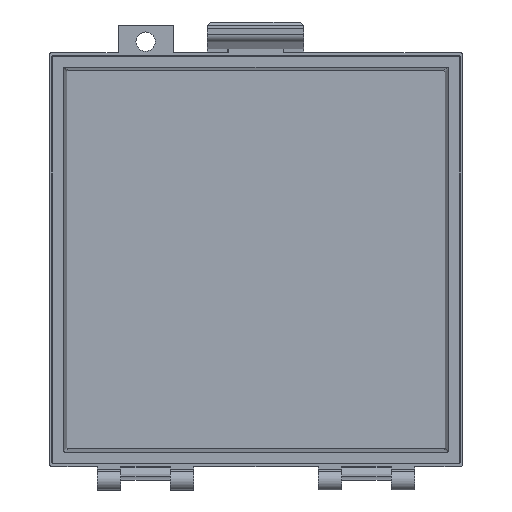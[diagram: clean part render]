
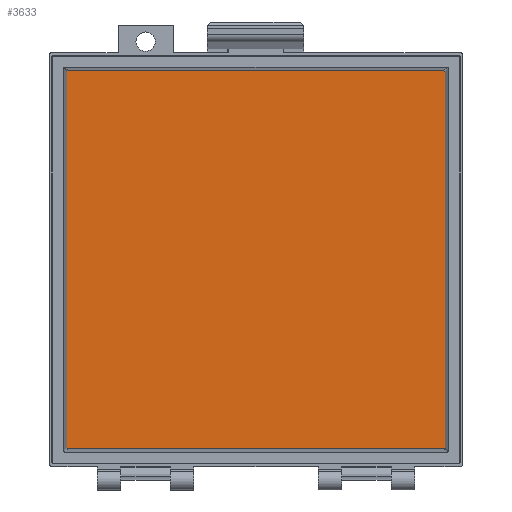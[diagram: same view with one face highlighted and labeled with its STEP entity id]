
A CAD part, front view. The second image highlights one B-rep face of the part: STEP entity #3633.
In plain terms, the highlighted planar face has unit normal (0, -1, 0).
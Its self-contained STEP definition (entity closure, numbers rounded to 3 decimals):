
#147 = VERTEX_POINT ( 'NONE', #4978 ) ;
#219 = DIRECTION ( 'NONE',  ( -1., 0., 0. ) ) ;
#325 = ORIENTED_EDGE ( 'NONE', *, *, #3963, .T. ) ;
#380 = ORIENTED_EDGE ( 'NONE', *, *, #4940, .T. ) ;
#449 = VECTOR ( 'NONE', #219, 1000. ) ;
#564 =( BOUNDED_CURVE ( )  B_SPLINE_CURVE ( 3, ( #1029, #1548, #2573, #6221 ),
 .UNSPECIFIED., .F., .F. ) 
 B_SPLINE_CURVE_WITH_KNOTS ( ( 4, 4 ),
 ( 2.358, 3.926 ),
 .UNSPECIFIED. ) 
 CURVE ( )  GEOMETRIC_REPRESENTATION_ITEM ( )  RATIONAL_B_SPLINE_CURVE ( ( 1., 0.805, 0.805, 1. ) ) 
 REPRESENTATION_ITEM ( '' )  );
#668 = ORIENTED_EDGE ( 'NONE', *, *, #980, .T. ) ;
#678 = EDGE_CURVE ( 'NONE', #5858, #5363, #1013, .T. ) ;
#746 = CARTESIAN_POINT ( 'NONE',  ( 68.07, 27.3, 68.569 ) ) ;
#967 = CARTESIAN_POINT ( 'NONE',  ( -69.769, 27.3, -68.569 ) ) ;
#980 = EDGE_CURVE ( 'NONE', #6133, #3239, #1424, .T. ) ;
#1013 =( BOUNDED_CURVE ( )  B_SPLINE_CURVE ( 3, ( #2800, #4898, #1883, #3909 ),
 .UNSPECIFIED., .F., .F. ) 
 B_SPLINE_CURVE_WITH_KNOTS ( ( 4, 4 ),
 ( 2.358, 3.926 ),
 .UNSPECIFIED. ) 
 CURVE ( )  GEOMETRIC_REPRESENTATION_ITEM ( )  RATIONAL_B_SPLINE_CURVE ( ( 1., 0.805, 0.805, 1. ) ) 
 REPRESENTATION_ITEM ( '' )  );
#1029 = CARTESIAN_POINT ( 'NONE',  ( -68.07, 27.3, 68.569 ) ) ;
#1080 = LINE ( 'NONE', #4380, #6341 ) ;
#1280 = EDGE_CURVE ( 'NONE', #5363, #6133, #3039, .T. ) ;
#1406 = PLANE ( 'NONE',  #6194 ) ;
#1424 =( BOUNDED_CURVE ( )  B_SPLINE_CURVE ( 3, ( #2767, #4092, #5150, #6387 ),
 .UNSPECIFIED., .F., .F. ) 
 B_SPLINE_CURVE_WITH_KNOTS ( ( 4, 4 ),
 ( 2.358, 3.926 ),
 .UNSPECIFIED. ) 
 CURVE ( )  GEOMETRIC_REPRESENTATION_ITEM ( )  RATIONAL_B_SPLINE_CURVE ( ( 1., 0.805, 0.805, 1. ) ) 
 REPRESENTATION_ITEM ( '' )  );
#1425 = CARTESIAN_POINT ( 'NONE',  ( -75., 27.3, 75. ) ) ;
#1503 = DIRECTION ( 'NONE',  ( 1., 0., 0. ) ) ;
#1548 = CARTESIAN_POINT ( 'NONE',  ( -68.363, 27.3, 68.569 ) ) ;
#1569 = CARTESIAN_POINT ( 'NONE',  ( -68.569, 27.3, -68.07 ) ) ;
#1883 = CARTESIAN_POINT ( 'NONE',  ( -68.363, 27.3, -68.569 ) ) ;
#2046 = DIRECTION ( 'NONE',  ( 0., 0., 1. ) ) ;
#2056 = CARTESIAN_POINT ( 'NONE',  ( 68.569, 27.3, 68.07 ) ) ;
#2238 = CARTESIAN_POINT ( 'NONE',  ( 68.569, 27.3, 68.363 ) ) ;
#2270 = CARTESIAN_POINT ( 'NONE',  ( -68.569, 27.3, 68.07 ) ) ;
#2456 = ORIENTED_EDGE ( 'NONE', *, *, #4557, .T. ) ;
#2573 = CARTESIAN_POINT ( 'NONE',  ( -68.569, 27.3, 68.363 ) ) ;
#2629 = CARTESIAN_POINT ( 'NONE',  ( 68.569, 27.3, 68.07 ) ) ;
#2631 = VERTEX_POINT ( 'NONE', #2270 ) ;
#2687 = CARTESIAN_POINT ( 'NONE',  ( -68.07, 27.3, -68.569 ) ) ;
#2767 = CARTESIAN_POINT ( 'NONE',  ( 68.07, 27.3, -68.569 ) ) ;
#2800 = CARTESIAN_POINT ( 'NONE',  ( -68.569, 27.3, -68.07 ) ) ;
#2915 = ORIENTED_EDGE ( 'NONE', *, *, #4412, .T. ) ;
#3039 = LINE ( 'NONE', #967, #4843 ) ;
#3062 = EDGE_CURVE ( 'NONE', #3239, #3800, #5623, .T. ) ;
#3160 = CARTESIAN_POINT ( 'NONE',  ( 68.07, 27.3, -68.569 ) ) ;
#3239 = VERTEX_POINT ( 'NONE', #3805 ) ;
#3394 = ORIENTED_EDGE ( 'NONE', *, *, #1280, .T. ) ;
#3633 = ADVANCED_FACE ( 'NONE', ( #3733 ), #1406, .F. ) ;
#3733 = FACE_OUTER_BOUND ( 'NONE', #5945, .T. ) ;
#3760 = DIRECTION ( 'NONE',  ( 0., 0., -1. ) ) ;
#3800 = VERTEX_POINT ( 'NONE', #2056 ) ;
#3805 = CARTESIAN_POINT ( 'NONE',  ( 68.569, 27.3, -68.07 ) ) ;
#3909 = CARTESIAN_POINT ( 'NONE',  ( -68.07, 27.3, -68.569 ) ) ;
#3963 = EDGE_CURVE ( 'NONE', #3994, #147, #5372, .T. ) ;
#3994 = VERTEX_POINT ( 'NONE', #746 ) ;
#4066 = CARTESIAN_POINT ( 'NONE',  ( 68.569, 27.3, -69.769 ) ) ;
#4092 = CARTESIAN_POINT ( 'NONE',  ( 68.363, 27.3, -68.569 ) ) ;
#4205 = ORIENTED_EDGE ( 'NONE', *, *, #3062, .T. ) ;
#4380 = CARTESIAN_POINT ( 'NONE',  ( -68.569, 27.3, 69.769 ) ) ;
#4412 = EDGE_CURVE ( 'NONE', #3800, #3994, #6080, .T. ) ;
#4557 = EDGE_CURVE ( 'NONE', #2631, #5858, #1080, .T. ) ;
#4843 = VECTOR ( 'NONE', #1503, 1000. ) ;
#4898 = CARTESIAN_POINT ( 'NONE',  ( -68.569, 27.3, -68.363 ) ) ;
#4940 = EDGE_CURVE ( 'NONE', #147, #2631, #564, .T. ) ;
#4978 = CARTESIAN_POINT ( 'NONE',  ( -68.07, 27.3, 68.569 ) ) ;
#5150 = CARTESIAN_POINT ( 'NONE',  ( 68.569, 27.3, -68.363 ) ) ;
#5250 = CARTESIAN_POINT ( 'NONE',  ( 68.07, 27.3, 68.569 ) ) ;
#5363 = VERTEX_POINT ( 'NONE', #2687 ) ;
#5372 = LINE ( 'NONE', #6458, #449 ) ;
#5623 = LINE ( 'NONE', #4066, #6213 ) ;
#5858 = VERTEX_POINT ( 'NONE', #1569 ) ;
#5945 = EDGE_LOOP ( 'NONE', ( #3394, #668, #4205, #2915, #325, #380, #2456, #6175 ) ) ;
#6055 = DIRECTION ( 'NONE',  ( 0., 0., 1. ) ) ;
#6080 =( BOUNDED_CURVE ( )  B_SPLINE_CURVE ( 3, ( #2629, #2238, #6363, #5250 ),
 .UNSPECIFIED., .F., .F. ) 
 B_SPLINE_CURVE_WITH_KNOTS ( ( 4, 4 ),
 ( 2.358, 3.926 ),
 .UNSPECIFIED. ) 
 CURVE ( )  GEOMETRIC_REPRESENTATION_ITEM ( )  RATIONAL_B_SPLINE_CURVE ( ( 1., 0.805, 0.805, 1. ) ) 
 REPRESENTATION_ITEM ( '' )  );
#6133 = VERTEX_POINT ( 'NONE', #3160 ) ;
#6175 = ORIENTED_EDGE ( 'NONE', *, *, #678, .T. ) ;
#6194 = AXIS2_PLACEMENT_3D ( 'NONE', #1425, #6639, #6055 ) ;
#6213 = VECTOR ( 'NONE', #2046, 1000. ) ;
#6221 = CARTESIAN_POINT ( 'NONE',  ( -68.569, 27.3, 68.07 ) ) ;
#6341 = VECTOR ( 'NONE', #3760, 1000. ) ;
#6363 = CARTESIAN_POINT ( 'NONE',  ( 68.363, 27.3, 68.569 ) ) ;
#6387 = CARTESIAN_POINT ( 'NONE',  ( 68.569, 27.3, -68.07 ) ) ;
#6458 = CARTESIAN_POINT ( 'NONE',  ( 69.769, 27.3, 68.569 ) ) ;
#6639 = DIRECTION ( 'NONE',  ( 0., 1., 0. ) ) ;
